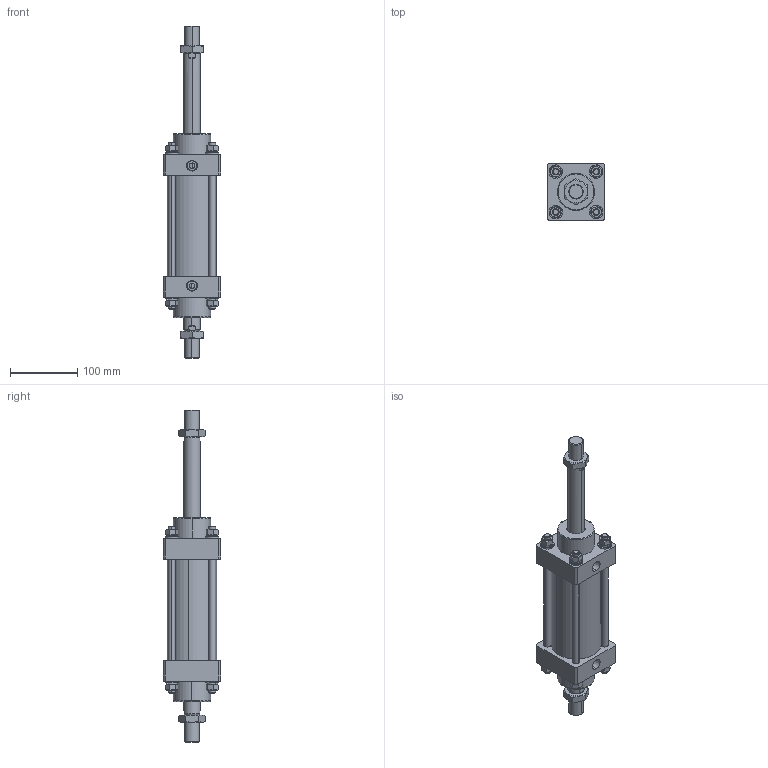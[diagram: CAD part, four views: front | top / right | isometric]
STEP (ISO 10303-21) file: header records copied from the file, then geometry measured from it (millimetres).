
FILE_DESCRIPTION (( 'STEP AP203' ), '1' );
FILE_NAME ('MOD-63-25-100.STEP', '2021-04-28T03:19:10', ( '微软用户' ), ( '微软中国' ), 'SwSTEP 2.0', 'SolidWorks 2012', '' );
FILE_SCHEMA (( 'CONFIG_CONTROL_DESIGN' ));
Length unit declared in the file: millimetre
Products named in the file (10): MOD-63-25-100; M10蹟佪^MOD-63-25-100; plain washers--product grade c gb_GB_FASTENER_WASHER_SMWC 10; spring lock washers--normal type gb_GB_FASTENER_WASHER_SW 10; hex nuts 1-fine pitch-grades ab gb_GB_FASTENER_NUT_SNAB1XY M10X1.25-C; hex thin nuts-grades ab-chamfered gb_GB_FASTENER_NUT_STNAB  B M22-C; MOD-63-25-100嶺裝; MOD-63-25-100活塞杆; MOB-63-25-100前盖; MOB-63-25-100掛极
Assembly tree (21 placements, depth 3):
  MOD-63-25-100
    MOB-63-25-100掛极
    MOB-63-25-100前盖  x2
    MOD-63-25-100活塞杆
    MOD-63-25-100嶺裝  x4
    hex thin nuts-grades ab-chamfered gb_GB_FASTENER_NUT_STNAB  B M22-C  x2
    M10蹟佪^MOD-63-25-100  x8
      hex nuts 1-fine pitch-grades ab gb_GB_FASTENER_NUT_SNAB1XY M10X1.25-C
      spring lock washers--normal type gb_GB_FASTENER_WASHER_SW 10
      plain washers--product grade c gb_GB_FASTENER_WASHER_SMWC 10
Bounding box: 85 x 85 x 492 mm (x, y, z)
Volume: 1057339 mm3; surface area: 252423.6 mm2
Topology: 34 solids, 34 shells, 490 faces, 1086 edges, 678 vertices
Faces by surface type: plane 176, cylinder 174, cone 124, torus 16
Entity records: 6362 total; most frequent: CARTESIAN_POINT 1227, DIRECTION 872, ORIENTED_EDGE 722, AXIS2_PLACEMENT_3D 369, EDGE_CURVE 361, VERTEX_POINT 224, EDGE_LOOP 193, CIRCLE 181
